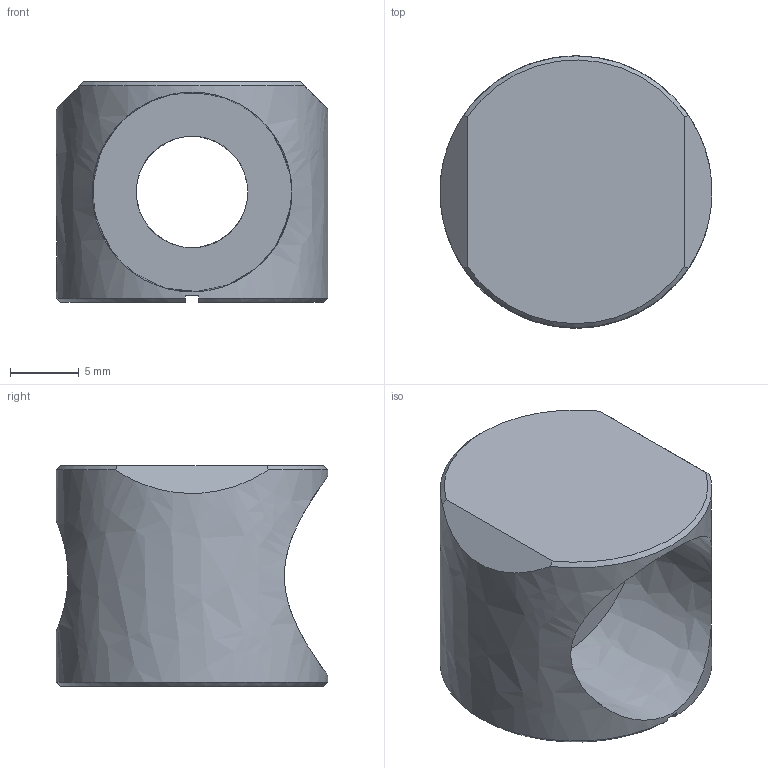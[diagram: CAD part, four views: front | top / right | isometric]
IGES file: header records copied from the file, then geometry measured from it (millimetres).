
Global section: file name: SV1800V_A; native system: Autodesk Inventor 2015; preprocessor: unknown; author: D. Wölk,; organization: 11; date: 20151130.121128; units: millimetre
Bounding box: 19.75 x 19.75 x 16 mm (x, y, z)
Volume: 2737.2 mm3; surface area: 2109.5 mm2
Topology: 1 solids, 1 shells, 16 faces, 43 edges, 30 vertices
Faces by surface type: bspline 16
